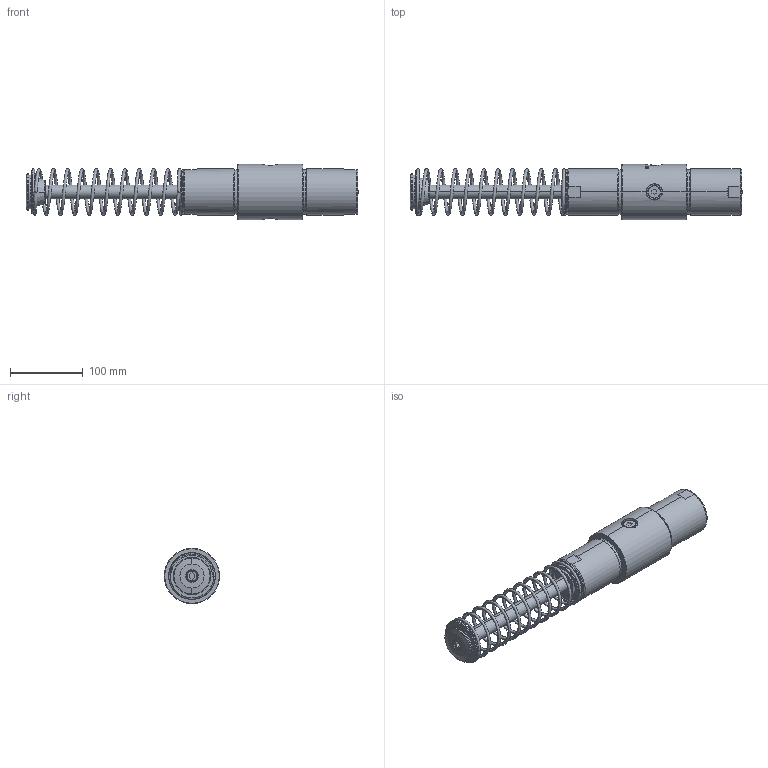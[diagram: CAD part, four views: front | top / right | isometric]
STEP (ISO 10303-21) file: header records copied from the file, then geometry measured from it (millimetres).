
FILE_DESCRIPTION (( 'STEP AP203' ), '1' );
FILE_NAME ('Suspention.STEP', '2010-02-24T12:27:43', ( 'P' ), ( '' ), 'STEP 2.0', '0', '' );
FILE_SCHEMA (( 'CONFIG_CONTROL_DESIGN' ));
Length unit declared in the file: millimetre
Products named in the file (1): Suspention
Bounding box: 456.51 x 76.07 x 76.07 mm (x, y, z)
Volume: 1016136.3 mm3; surface area: 137329.1 mm2
Topology: 13 solids, 13 shells, 527 faces, 1282 edges, 812 vertices
Faces by surface type: plane 205, bspline 144, cylinder 103, cone 73, torus 2
Entity records: 30585 total; most frequent: CARTESIAN_POINT 18980, ORIENTED_EDGE 2540, DIRECTION 2092, EDGE_CURVE 1270, VERTEX_POINT 812, AXIS2_PLACEMENT_3D 728, LINE 636, VECTOR 636
